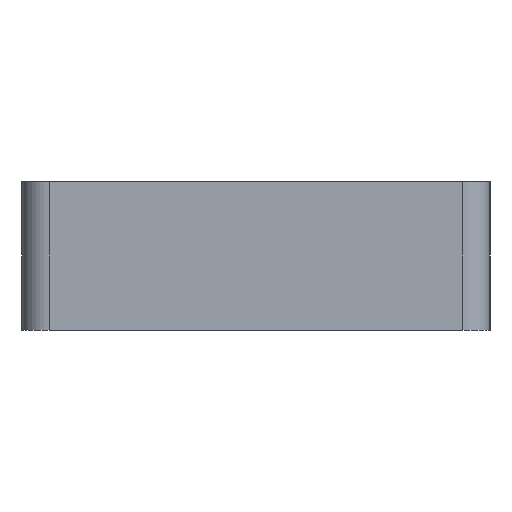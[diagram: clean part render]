
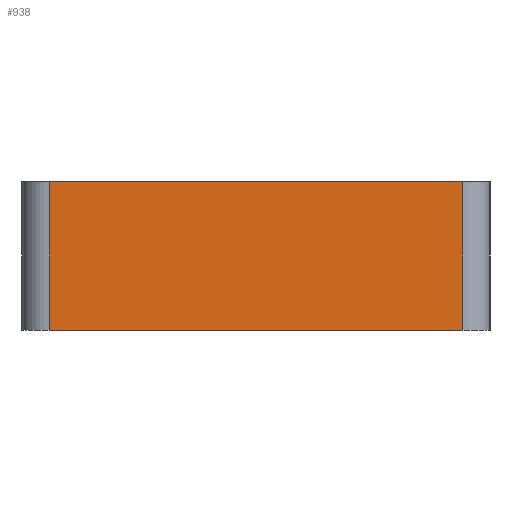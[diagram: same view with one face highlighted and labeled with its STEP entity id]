
A CAD part, left-side view. The second image highlights one B-rep face of the part: STEP entity #938.
In plain terms, the highlighted planar face has unit normal (-1, 0, 0).
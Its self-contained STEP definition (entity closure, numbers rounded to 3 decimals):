
#123 = VERTEX_POINT ( 'NONE', #742 ) ;
#159 = VERTEX_POINT ( 'NONE', #686 ) ;
#164 = FACE_OUTER_BOUND ( 'NONE', #947, .T. ) ;
#277 = VERTEX_POINT ( 'NONE', #337 ) ;
#337 = CARTESIAN_POINT ( 'NONE',  ( -37.4, -23., 5.5 ) ) ;
#373 = DIRECTION ( 'NONE',  ( 0., -1., 0. ) ) ;
#383 = ORIENTED_EDGE ( 'NONE', *, *, #1239, .F. ) ;
#592 = LINE ( 'NONE', #1352, #848 ) ;
#597 = VECTOR ( 'NONE', #373, 1000. ) ;
#647 = CARTESIAN_POINT ( 'NONE',  ( -37.4, 24., 5.5 ) ) ;
#657 = EDGE_CURVE ( 'NONE', #277, #740, #592, .T. ) ;
#686 = CARTESIAN_POINT ( 'NONE',  ( -37.4, -7.7, 0. ) ) ;
#740 = VERTEX_POINT ( 'NONE', #1328 ) ;
#742 = CARTESIAN_POINT ( 'NONE',  ( -37.4, -7.7, 5.5 ) ) ;
#774 = CARTESIAN_POINT ( 'NONE',  ( -37.4, -7.7, 5.5 ) ) ;
#822 = ORIENTED_EDGE ( 'NONE', *, *, #657, .F. ) ;
#839 = VECTOR ( 'NONE', #842, 1000. ) ;
#842 = DIRECTION ( 'NONE',  ( 0., 0., 1. ) ) ;
#848 = VECTOR ( 'NONE', #1265, 1000. ) ;
#938 = ADVANCED_FACE ( 'NONE', ( #164 ), #1188, .F. ) ;
#947 = EDGE_LOOP ( 'NONE', ( #1318, #383, #1264, #822 ) ) ;
#966 = DIRECTION ( 'NONE',  ( 0., -1., 0. ) ) ;
#986 = AXIS2_PLACEMENT_3D ( 'NONE', #1158, #1169, #1155 ) ;
#1021 = LINE ( 'NONE', #647, #1242 ) ;
#1070 = LINE ( 'NONE', #774, #839 ) ;
#1117 = EDGE_CURVE ( 'NONE', #123, #277, #1021, .T. ) ;
#1147 = LINE ( 'NONE', #1267, #597 ) ;
#1155 = DIRECTION ( 'NONE',  ( 0., 1., 0. ) ) ;
#1158 = CARTESIAN_POINT ( 'NONE',  ( -37.4, 24., 5.5 ) ) ;
#1169 = DIRECTION ( 'NONE',  ( 1., 0., 0. ) ) ;
#1188 = PLANE ( 'NONE',  #986 ) ;
#1239 = EDGE_CURVE ( 'NONE', #159, #123, #1070, .T. ) ;
#1242 = VECTOR ( 'NONE', #966, 1000. ) ;
#1264 = ORIENTED_EDGE ( 'NONE', *, *, #1349, .T. ) ;
#1265 = DIRECTION ( 'NONE',  ( 0., 0., -1. ) ) ;
#1267 = CARTESIAN_POINT ( 'NONE',  ( -37.4, 24., 0. ) ) ;
#1318 = ORIENTED_EDGE ( 'NONE', *, *, #1117, .F. ) ;
#1328 = CARTESIAN_POINT ( 'NONE',  ( -37.4, -23., 0. ) ) ;
#1349 = EDGE_CURVE ( 'NONE', #159, #740, #1147, .T. ) ;
#1352 = CARTESIAN_POINT ( 'NONE',  ( -37.4, -23., 5.5 ) ) ;
